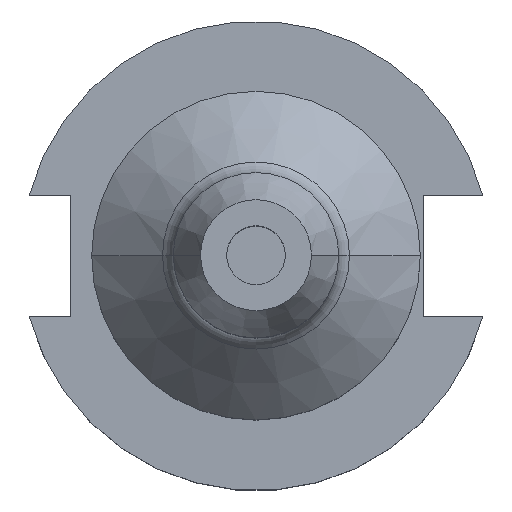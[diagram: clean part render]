
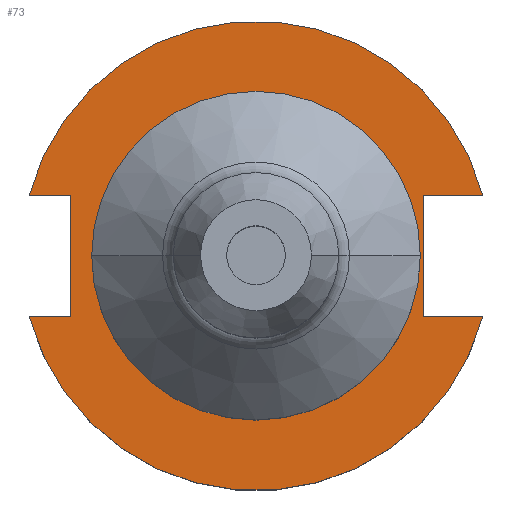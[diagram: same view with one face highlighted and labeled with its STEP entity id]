
A CAD part, top view. The second image highlights one B-rep face of the part: STEP entity #73.
In plain terms, the highlighted planar face has unit normal (0, 0, 1).
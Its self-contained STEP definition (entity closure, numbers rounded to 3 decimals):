
#16 = CARTESIAN_POINT ( 'NONE',  ( 0., 0., 19.05 ) ) ;
#31 = CARTESIAN_POINT ( 'NONE',  ( 0., 0., 19.05 ) ) ;
#39 = DIRECTION ( 'NONE',  ( 1., 0., 0. ) ) ;
#43 = CARTESIAN_POINT ( 'NONE',  ( -22.225, 0., 19.05 ) ) ;
#73 = ADVANCED_FACE ( 'NONE', ( #87, #253 ), #1028, .F. ) ;
#87 = FACE_BOUND ( 'NONE', #969, .T. ) ;
#91 = VERTEX_POINT ( 'NONE', #1268 ) ;
#101 = CARTESIAN_POINT ( 'NONE',  ( 30.675, 8.191, 19.05 ) ) ;
#123 = CIRCLE ( 'NONE', #1585, 22.225 ) ;
#138 = CARTESIAN_POINT ( 'NONE',  ( 0., 22.225, 19.05 ) ) ;
#163 = VECTOR ( 'NONE', #1304, 1000. ) ;
#171 = EDGE_CURVE ( 'NONE', #1529, #1461, #1577, .T. ) ;
#175 = AXIS2_PLACEMENT_3D ( 'NONE', #1172, #1068, #1065 ) ;
#178 = CARTESIAN_POINT ( 'NONE',  ( 22.606, 8.191, 19.05 ) ) ;
#195 = VERTEX_POINT ( 'NONE', #43 ) ;
#253 = FACE_OUTER_BOUND ( 'NONE', #853, .T. ) ;
#284 = ORIENTED_EDGE ( 'NONE', *, *, #1334, .F. ) ;
#302 = ORIENTED_EDGE ( 'NONE', *, *, #171, .F. ) ;
#322 = DIRECTION ( 'NONE',  ( 0., 1., 0. ) ) ;
#341 = VERTEX_POINT ( 'NONE', #1465 ) ;
#411 = CARTESIAN_POINT ( 'NONE',  ( -30.675, 8.191, 19.05 ) ) ;
#432 = DIRECTION ( 'NONE',  ( 1., 0., 0. ) ) ;
#433 = ORIENTED_EDGE ( 'NONE', *, *, #736, .T. ) ;
#509 = LINE ( 'NONE', #1413, #916 ) ;
#526 = AXIS2_PLACEMENT_3D ( 'NONE', #1415, #1544, #39 ) ;
#537 = DIRECTION ( 'NONE',  ( 0., -1., 0. ) ) ;
#573 = AXIS2_PLACEMENT_3D ( 'NONE', #31, #922, #432 ) ;
#582 = VERTEX_POINT ( 'NONE', #1373 ) ;
#586 = CARTESIAN_POINT ( 'NONE',  ( -25.091, 8.191, 19.05 ) ) ;
#590 = LINE ( 'NONE', #1265, #651 ) ;
#613 = LINE ( 'NONE', #825, #1432 ) ;
#615 = CIRCLE ( 'NONE', #175, 31.75 ) ;
#631 = VERTEX_POINT ( 'NONE', #411 ) ;
#651 = VECTOR ( 'NONE', #1377, 1000. ) ;
#675 = ORIENTED_EDGE ( 'NONE', *, *, #710, .T. ) ;
#682 = AXIS2_PLACEMENT_3D ( 'NONE', #138, #1049, #1032 ) ;
#689 = CIRCLE ( 'NONE', #573, 22.225 ) ;
#702 = VERTEX_POINT ( 'NONE', #918 ) ;
#710 = EDGE_CURVE ( 'NONE', #341, #1310, #762, .T. ) ;
#736 = EDGE_CURVE ( 'NONE', #1529, #631, #615, .T. ) ;
#759 = VECTOR ( 'NONE', #970, 1000. ) ;
#762 = CIRCLE ( 'NONE', #526, 31.75 ) ;
#780 = DIRECTION ( 'NONE',  ( 0., 0., 1. ) ) ;
#794 = ORIENTED_EDGE ( 'NONE', *, *, #1379, .T. ) ;
#825 = CARTESIAN_POINT ( 'NONE',  ( 22.606, 22.225, 19.05 ) ) ;
#852 = CARTESIAN_POINT ( 'NONE',  ( 0., -8.191, 19.05 ) ) ;
#853 = EDGE_LOOP ( 'NONE', ( #1073, #1158, #675, #1435, #1137, #302, #433, #794 ) ) ;
#855 = EDGE_CURVE ( 'NONE', #91, #1461, #613, .T. ) ;
#898 = LINE ( 'NONE', #1621, #981 ) ;
#916 = VECTOR ( 'NONE', #1041, 1000. ) ;
#918 = CARTESIAN_POINT ( 'NONE',  ( 22.225, 0., 19.05 ) ) ;
#922 = DIRECTION ( 'NONE',  ( 0., 0., 1. ) ) ;
#969 = EDGE_LOOP ( 'NONE', ( #284, #1077 ) ) ;
#970 = DIRECTION ( 'NONE',  ( 1., 0., 0. ) ) ;
#981 = VECTOR ( 'NONE', #537, 1000. ) ;
#1028 = PLANE ( 'NONE',  #682 ) ;
#1032 = DIRECTION ( 'NONE',  ( -1., 0., 0. ) ) ;
#1041 = DIRECTION ( 'NONE',  ( 1., 0., 0. ) ) ;
#1049 = DIRECTION ( 'NONE',  ( 0., 0., -1. ) ) ;
#1065 = DIRECTION ( 'NONE',  ( 1., 0., 0. ) ) ;
#1068 = DIRECTION ( 'NONE',  ( 0., 0., 1. ) ) ;
#1073 = ORIENTED_EDGE ( 'NONE', *, *, #1116, .T. ) ;
#1077 = ORIENTED_EDGE ( 'NONE', *, *, #1243, .F. ) ;
#1116 = EDGE_CURVE ( 'NONE', #1504, #582, #898, .T. ) ;
#1137 = ORIENTED_EDGE ( 'NONE', *, *, #855, .T. ) ;
#1158 = ORIENTED_EDGE ( 'NONE', *, *, #1175, .F. ) ;
#1172 = CARTESIAN_POINT ( 'NONE',  ( 0., 0., 19.05 ) ) ;
#1175 = EDGE_CURVE ( 'NONE', #341, #582, #590, .T. ) ;
#1243 = EDGE_CURVE ( 'NONE', #195, #702, #123, .T. ) ;
#1254 = DIRECTION ( 'NONE',  ( 1., 0., 0. ) ) ;
#1265 = CARTESIAN_POINT ( 'NONE',  ( -61.091, -8.191, 19.05 ) ) ;
#1268 = CARTESIAN_POINT ( 'NONE',  ( 22.606, -8.191, 19.05 ) ) ;
#1304 = DIRECTION ( 'NONE',  ( -1., 0., 0. ) ) ;
#1310 = VERTEX_POINT ( 'NONE', #1553 ) ;
#1334 = EDGE_CURVE ( 'NONE', #702, #195, #689, .T. ) ;
#1373 = CARTESIAN_POINT ( 'NONE',  ( -25.091, -8.191, 19.05 ) ) ;
#1377 = DIRECTION ( 'NONE',  ( 1., 0., 0. ) ) ;
#1379 = EDGE_CURVE ( 'NONE', #631, #1504, #509, .T. ) ;
#1413 = CARTESIAN_POINT ( 'NONE',  ( -61.091, 8.191, 19.05 ) ) ;
#1415 = CARTESIAN_POINT ( 'NONE',  ( 0., 0., 19.05 ) ) ;
#1432 = VECTOR ( 'NONE', #322, 1000. ) ;
#1435 = ORIENTED_EDGE ( 'NONE', *, *, #1568, .F. ) ;
#1461 = VERTEX_POINT ( 'NONE', #178 ) ;
#1465 = CARTESIAN_POINT ( 'NONE',  ( -30.675, -8.191, 19.05 ) ) ;
#1487 = LINE ( 'NONE', #852, #759 ) ;
#1504 = VERTEX_POINT ( 'NONE', #586 ) ;
#1529 = VERTEX_POINT ( 'NONE', #101 ) ;
#1540 = CARTESIAN_POINT ( 'NONE',  ( 0., 8.191, 19.05 ) ) ;
#1544 = DIRECTION ( 'NONE',  ( 0., 0., 1. ) ) ;
#1553 = CARTESIAN_POINT ( 'NONE',  ( 30.675, -8.191, 19.05 ) ) ;
#1568 = EDGE_CURVE ( 'NONE', #91, #1310, #1487, .T. ) ;
#1577 = LINE ( 'NONE', #1540, #163 ) ;
#1585 = AXIS2_PLACEMENT_3D ( 'NONE', #16, #780, #1254 ) ;
#1621 = CARTESIAN_POINT ( 'NONE',  ( -25.091, 8.191, 19.05 ) ) ;
